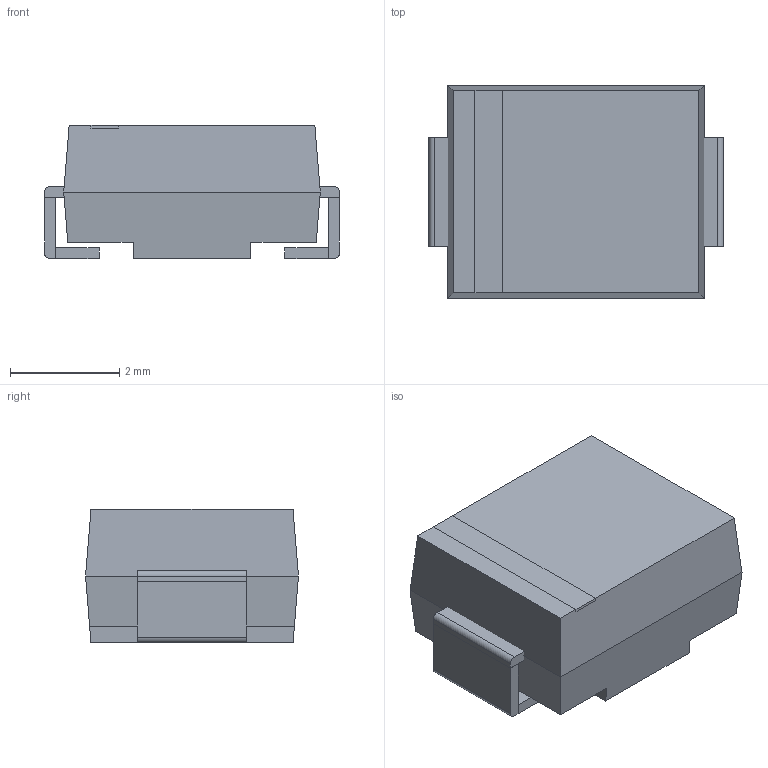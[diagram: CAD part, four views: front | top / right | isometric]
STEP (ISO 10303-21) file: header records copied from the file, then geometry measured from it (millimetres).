
FILE_DESCRIPTION((''),'2;1');
FILE_NAME('DIOM5436X244N.stp','2014-09-02T11:36:07',(''),(''),'Mechanical Desktop 2011','Mechanical Desktop 2011',', , ');
FILE_SCHEMA(('AUTOMOTIVE_DESIGN { 1 2 10303 214 1 1 1 1 }'));
Length unit declared in the file: millimetre
Products named in the file (1): Product
Bounding box: 5.4 x 3.9 x 2.44 mm (x, y, z)
Volume: 42.2 mm3; surface area: 142.9 mm2
Topology: 9 solids, 9 shells, 68 faces, 146 edges, 96 vertices
Faces by surface type: plane 46, bspline 20, cylinder 2
Entity records: 1883 total; most frequent: CARTESIAN_POINT 399, ORIENTED_EDGE 292, DIRECTION 252, EDGE_CURVE 146, VECTOR 138, LINE 138, VERTEX_POINT 96, EDGE_LOOP 68
